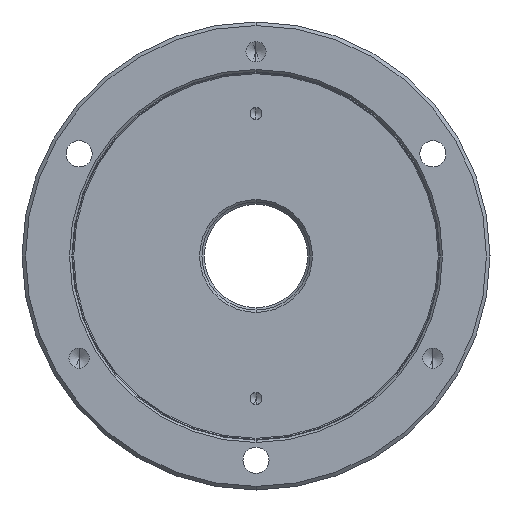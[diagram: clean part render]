
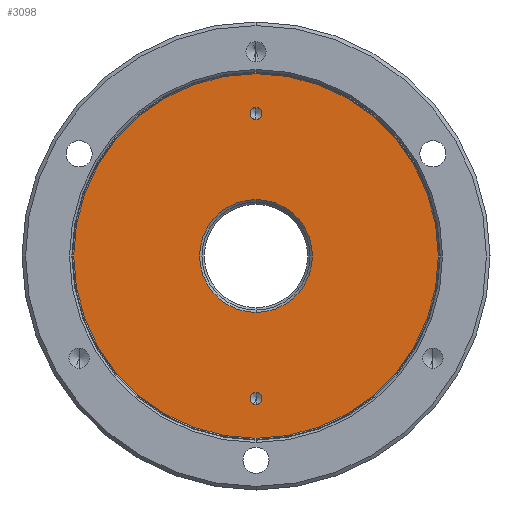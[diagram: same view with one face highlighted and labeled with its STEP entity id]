
A CAD part, front view. The second image highlights one B-rep face of the part: STEP entity #3098.
In plain terms, the highlighted planar face has unit normal (0, -1, 0).
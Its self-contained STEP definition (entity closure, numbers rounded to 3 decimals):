
#101 = DIRECTION ( 'NONE',  ( 0., 0., 1. ) ) ;
#110 = AXIS2_PLACEMENT_3D ( 'NONE', #8331, #4461, #544 ) ;
#332 = DIRECTION ( 'NONE',  ( 0., 0., -1. ) ) ;
#338 = EDGE_CURVE ( 'NONE', #5290, #2041, #6081, .T. ) ;
#433 = DIRECTION ( 'NONE',  ( 0., 0., -1. ) ) ;
#441 = DIRECTION ( 'NONE',  ( 0., -1., 0. ) ) ;
#446 = CARTESIAN_POINT ( 'NONE',  ( 0., 5.5, 60. ) ) ;
#544 = DIRECTION ( 'NONE',  ( 0., 0., -1. ) ) ;
#563 = ORIENTED_EDGE ( 'NONE', *, *, #2237, .T. ) ;
#619 = FACE_OUTER_BOUND ( 'NONE', #2809, .T. ) ;
#623 = EDGE_CURVE ( 'NONE', #6134, #7654, #6751, .T. ) ;
#649 = CARTESIAN_POINT ( 'NONE',  ( 0., 5.5, 0. ) ) ;
#698 = CARTESIAN_POINT ( 'NONE',  ( 0., 5.5, -57.5 ) ) ;
#954 = DIRECTION ( 'NONE',  ( 0., 0., -1. ) ) ;
#982 = DIRECTION ( 'NONE',  ( 0., -1., 0. ) ) ;
#1044 = CARTESIAN_POINT ( 'NONE',  ( 0., 5.5, 0. ) ) ;
#1112 = ORIENTED_EDGE ( 'NONE', *, *, #6669, .F. ) ;
#1144 = CARTESIAN_POINT ( 'NONE',  ( 0., 5.5, -60. ) ) ;
#1365 = EDGE_CURVE ( 'NONE', #7654, #6134, #7525, .T. ) ;
#1473 = AXIS2_PLACEMENT_3D ( 'NONE', #446, #441, #433 ) ;
#1579 = EDGE_CURVE ( 'NONE', #2929, #8297, #6971, .T. ) ;
#1899 = DIRECTION ( 'NONE',  ( 0., -1., 0. ) ) ;
#2041 = VERTEX_POINT ( 'NONE', #4263 ) ;
#2046 = CARTESIAN_POINT ( 'NONE',  ( 0., 5.5, -62.5 ) ) ;
#2049 = CIRCLE ( 'NONE', #5691, 76.75 ) ;
#2131 = DIRECTION ( 'NONE',  ( 0., -1., 0. ) ) ;
#2237 = EDGE_CURVE ( 'NONE', #2335, #4453, #4228, .T. ) ;
#2335 = VERTEX_POINT ( 'NONE', #3671 ) ;
#2734 = AXIS2_PLACEMENT_3D ( 'NONE', #6508, #1899, #3762 ) ;
#2793 = PLANE ( 'NONE',  #7985 ) ;
#2809 = EDGE_LOOP ( 'NONE', ( #7317, #1112 ) ) ;
#2929 = VERTEX_POINT ( 'NONE', #4862 ) ;
#3098 = ADVANCED_FACE ( 'NONE', ( #7982, #4092, #619, #7400 ), #2793, .T. ) ;
#3115 = ORIENTED_EDGE ( 'NONE', *, *, #623, .F. ) ;
#3200 = ORIENTED_EDGE ( 'NONE', *, *, #7960, .T. ) ;
#3320 = DIRECTION ( 'NONE',  ( 0., 1., 0. ) ) ;
#3380 = CARTESIAN_POINT ( 'NONE',  ( 0., 5.5, -23.75 ) ) ;
#3671 = CARTESIAN_POINT ( 'NONE',  ( 0., 5.5, 23.75 ) ) ;
#3762 = DIRECTION ( 'NONE',  ( 0., 0., -1. ) ) ;
#3896 = CARTESIAN_POINT ( 'NONE',  ( 0., 5.5, 0. ) ) ;
#4011 = AXIS2_PLACEMENT_3D ( 'NONE', #3896, #8430, #4567 ) ;
#4017 = DIRECTION ( 'NONE',  ( 0., 1., 0. ) ) ;
#4092 = FACE_BOUND ( 'NONE', #6607, .T. ) ;
#4220 = AXIS2_PLACEMENT_3D ( 'NONE', #649, #3320, #6940 ) ;
#4228 = CIRCLE ( 'NONE', #4220, 23.75 ) ;
#4263 = CARTESIAN_POINT ( 'NONE',  ( 0., 5.5, 57.5 ) ) ;
#4300 = ORIENTED_EDGE ( 'NONE', *, *, #1365, .F. ) ;
#4332 = EDGE_LOOP ( 'NONE', ( #3200, #563 ) ) ;
#4453 = VERTEX_POINT ( 'NONE', #3380 ) ;
#4461 = DIRECTION ( 'NONE',  ( 0., -1., 0. ) ) ;
#4567 = DIRECTION ( 'NONE',  ( 0., 0., 1. ) ) ;
#4588 = AXIS2_PLACEMENT_3D ( 'NONE', #8217, #8187, #8164 ) ;
#4862 = CARTESIAN_POINT ( 'NONE',  ( 0., 5.5, -76.75 ) ) ;
#5273 = ORIENTED_EDGE ( 'NONE', *, *, #338, .F. ) ;
#5290 = VERTEX_POINT ( 'NONE', #7854 ) ;
#5532 = CIRCLE ( 'NONE', #110, 2.5 ) ;
#5691 = AXIS2_PLACEMENT_3D ( 'NONE', #7950, #4017, #101 ) ;
#5831 = CIRCLE ( 'NONE', #4011, 23.75 ) ;
#6081 = CIRCLE ( 'NONE', #1473, 2.5 ) ;
#6134 = VERTEX_POINT ( 'NONE', #2046 ) ;
#6508 = CARTESIAN_POINT ( 'NONE',  ( 0., 5.5, -60. ) ) ;
#6510 = EDGE_CURVE ( 'NONE', #2041, #5290, #5532, .T. ) ;
#6607 = EDGE_LOOP ( 'NONE', ( #3115, #4300 ) ) ;
#6669 = EDGE_CURVE ( 'NONE', #8297, #2929, #2049, .T. ) ;
#6751 = CIRCLE ( 'NONE', #7846, 2.5 ) ;
#6940 = DIRECTION ( 'NONE',  ( 0., 0., 1. ) ) ;
#6971 = CIRCLE ( 'NONE', #4588, 76.75 ) ;
#7317 = ORIENTED_EDGE ( 'NONE', *, *, #1579, .F. ) ;
#7400 = FACE_BOUND ( 'NONE', #4332, .T. ) ;
#7525 = CIRCLE ( 'NONE', #2734, 2.5 ) ;
#7654 = VERTEX_POINT ( 'NONE', #698 ) ;
#7781 = CARTESIAN_POINT ( 'NONE',  ( 0., 5.5, 76.75 ) ) ;
#7820 = EDGE_LOOP ( 'NONE', ( #8135, #5273 ) ) ;
#7846 = AXIS2_PLACEMENT_3D ( 'NONE', #1144, #2131, #332 ) ;
#7854 = CARTESIAN_POINT ( 'NONE',  ( 0., 5.5, 62.5 ) ) ;
#7950 = CARTESIAN_POINT ( 'NONE',  ( 0., 5.5, 0. ) ) ;
#7960 = EDGE_CURVE ( 'NONE', #4453, #2335, #5831, .T. ) ;
#7982 = FACE_BOUND ( 'NONE', #7820, .T. ) ;
#7985 = AXIS2_PLACEMENT_3D ( 'NONE', #1044, #982, #954 ) ;
#8135 = ORIENTED_EDGE ( 'NONE', *, *, #6510, .F. ) ;
#8164 = DIRECTION ( 'NONE',  ( 0., 0., 1. ) ) ;
#8187 = DIRECTION ( 'NONE',  ( 0., 1., 0. ) ) ;
#8217 = CARTESIAN_POINT ( 'NONE',  ( 0., 5.5, 0. ) ) ;
#8297 = VERTEX_POINT ( 'NONE', #7781 ) ;
#8331 = CARTESIAN_POINT ( 'NONE',  ( 0., 5.5, 60. ) ) ;
#8430 = DIRECTION ( 'NONE',  ( 0., 1., 0. ) ) ;
